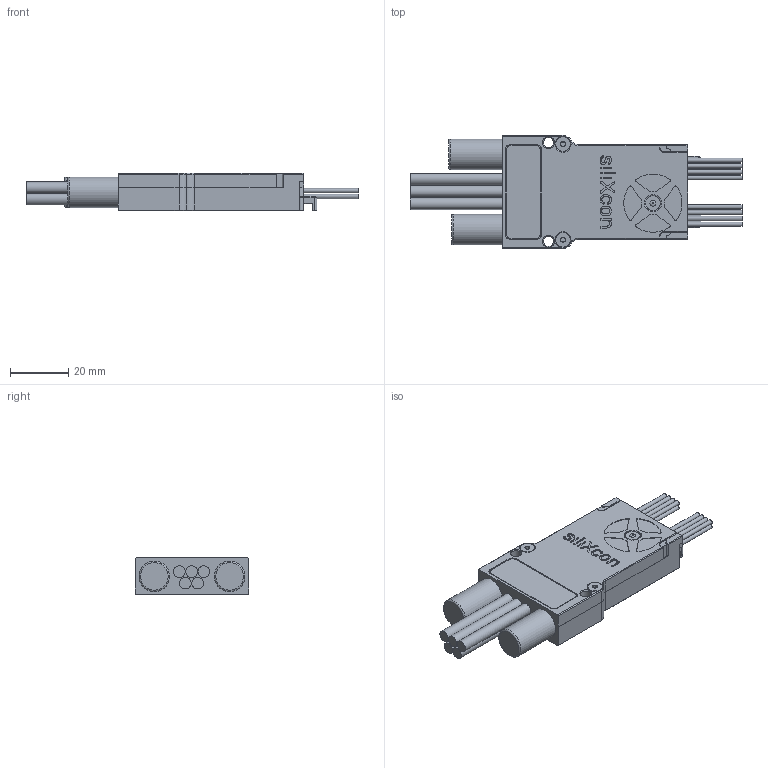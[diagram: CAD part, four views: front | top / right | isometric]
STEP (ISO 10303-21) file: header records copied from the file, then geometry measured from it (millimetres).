
FILE_DESCRIPTION(/* description */ ('chladič spodní pro AM, hliník - černý elox '),/* implementation_level */ '2;1');
FILE_NAME(/* name */ 'AM-raptor_FLAT_controller-rev1.step',/* time_stamp */ '2026-03-06T12:22:51+01:00',/* author */ (''),/* organization */ (''),/* preprocessor_version */ 'ST-DEVELOPER v20.1',/* originating_system */ 'Autodesk Translation Framework v14.24.0.0',/* authorisation */ '');
FILE_SCHEMA (('AUTOMOTIVE_DESIGN { 1 0 10303 214 3 1 1 }'));
Products named in the file (1): AM_raptor_heatsink_BOTTOM-rev_1
Bounding box: 114.1 x 38.91 x 13.04 mm (x, y, z)
Volume: 34134 mm3; surface area: 12253.1 mm2
Topology: 1 solids, 1 shells, 618 faces, 1667 edges, 1083 vertices
Faces by surface type: plane 244, cylinder 176, bspline 149, cone 46, torus 3
Full cylindrical faces by diameter (mm): 1.5 x16, 1.917 x36, 2.075 x38, 3.5 x4, 4 x5, 5 x2, 10.5 x2
Entity records: 51628 total; most frequent: CARTESIAN_POINT 37101, ORIENTED_EDGE 3334, DIRECTION 2431, EDGE_CURVE 1667, VERTEX_POINT 1083, LINE 855, VECTOR 855, AXIS2_PLACEMENT_3D 788
